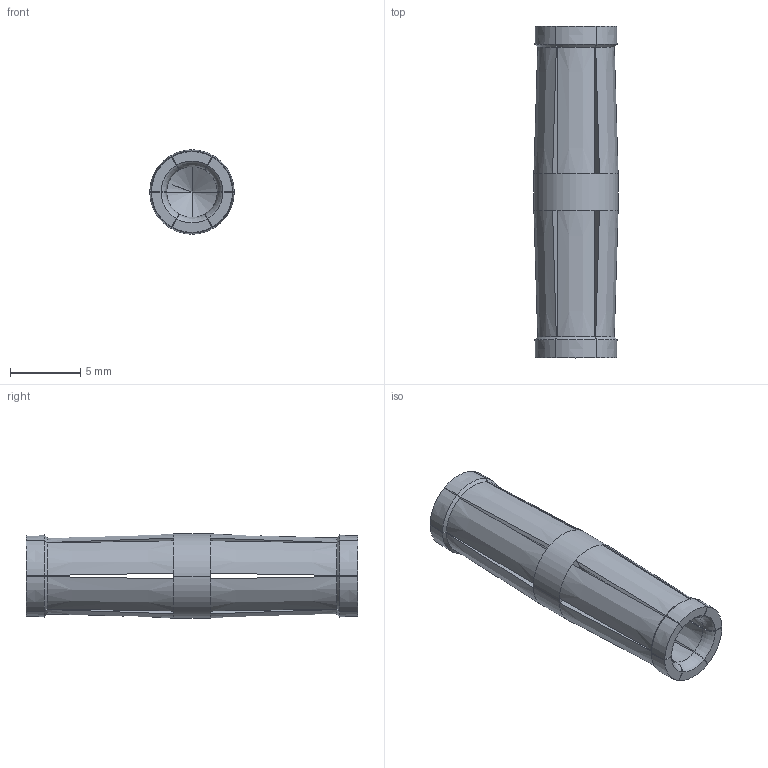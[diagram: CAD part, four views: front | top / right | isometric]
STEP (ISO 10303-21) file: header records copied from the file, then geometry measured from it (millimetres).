
FILE_DESCRIPTION((''),'2;1');
FILE_NAME('CCSF-4P','2017-10-19T09:47:30',('sx.huang'),(''),'CREO PARAMETRIC BY PTC INC, 2016510','CREO PARAMETRIC BY PTC INC, 2016510','');
FILE_SCHEMA(('AUTOMOTIVE_DESIGN { 1 0 10303 214 1 1 1 1 }'));
Length unit declared in the file: millimetre
Products named in the file (1): CCSF-4P
Bounding box: 6 x 23.6 x 6 mm (x, y, z)
Volume: 328.6 mm3; surface area: 959.9 mm2
Topology: 1 solids, 3 shells, 118 faces, 306 edges, 184 vertices
Faces by surface type: cone 56, plane 48, torus 12, cylinder 2
Entity records: 6304 total; most frequent: CARTESIAN_POINT 1216, ORIENTED_EDGE 592, DIRECTION 549, PRESENTATION_STYLE_ASSIGNMENT 415, STYLED_ITEM 301, CURVE_STYLE 298, EDGE_CURVE 298, AXIS2_PLACEMENT_3D 244
